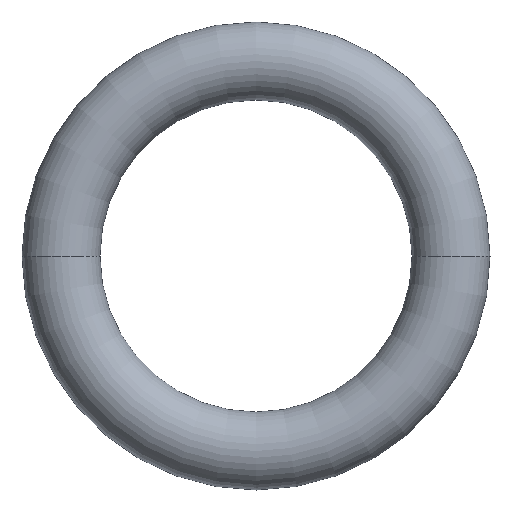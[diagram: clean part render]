
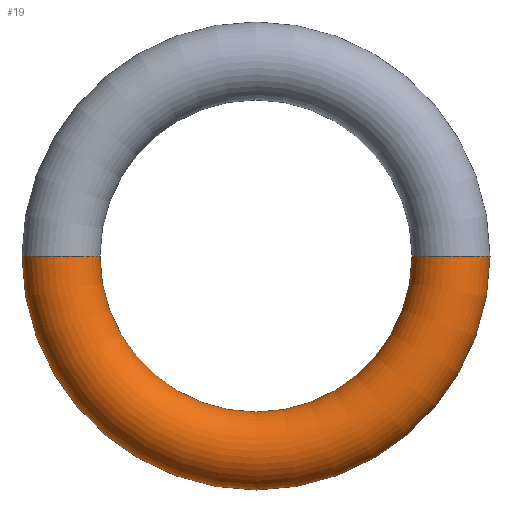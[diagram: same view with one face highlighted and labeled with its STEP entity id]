
A CAD part, left-side view. The second image highlights one B-rep face of the part: STEP entity #19.
In plain terms, the highlighted toroidal (fillet/blend) face has major radius 2.5 mm and minor radius 0.5 mm.
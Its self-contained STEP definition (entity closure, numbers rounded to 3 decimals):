
#19=ADVANCED_FACE('',(#23),#47,.T.);
#23=FACE_OUTER_BOUND('',#27,.F.);
#27=EDGE_LOOP('',(#31,#32,#33,#34));
#31=ORIENTED_EDGE('',*,*,#59,.F.);
#32=ORIENTED_EDGE('',*,*,#61,.F.);
#33=ORIENTED_EDGE('',*,*,#60,.T.);
#34=ORIENTED_EDGE('',*,*,#62,.F.);
#47=TOROIDAL_SURFACE('',#116,2.5,0.5);
#59=EDGE_CURVE('',#78,#77,#67,.T.);
#60=EDGE_CURVE('',#76,#75,#68,.T.);
#61=EDGE_CURVE('',#76,#78,#69,.T.);
#62=EDGE_CURVE('',#77,#75,#70,.T.);
#67=CIRCLE('',#108,2.);
#68=CIRCLE('',#109,3.);
#69=CIRCLE('',#110,0.5);
#70=CIRCLE('',#111,0.5);
#75=VERTEX_POINT('',#156);
#76=VERTEX_POINT('',#157);
#77=VERTEX_POINT('',#158);
#78=VERTEX_POINT('',#159);
#108=AXIS2_PLACEMENT_3D('',#160,#126,#127);
#109=AXIS2_PLACEMENT_3D('',#161,#128,#129);
#110=AXIS2_PLACEMENT_3D('',#162,#130,#131);
#111=AXIS2_PLACEMENT_3D('',#163,#132,#133);
#116=AXIS2_PLACEMENT_3D('',#168,#142,#143);
#126=DIRECTION('',(1.,0.,0.));
#127=DIRECTION('',(0.,-1.,0.));
#128=DIRECTION('',(1.,0.,0.));
#129=DIRECTION('',(0.,-1.,0.));
#130=DIRECTION('',(0.,0.,-1.));
#131=DIRECTION('',(0.,-1.,0.));
#132=DIRECTION('',(0.,0.,-1.));
#133=DIRECTION('',(0.,-1.,0.));
#142=DIRECTION('',(1.,0.,0.));
#143=DIRECTION('',(0.,1.,0.));
#156=CARTESIAN_POINT('',(0.5,3.,0.));
#157=CARTESIAN_POINT('',(0.5,-3.,0.));
#158=CARTESIAN_POINT('',(0.5,2.,0.));
#159=CARTESIAN_POINT('',(0.5,-2.,0.));
#160=CARTESIAN_POINT('',(0.5,0.,0.));
#161=CARTESIAN_POINT('',(0.5,0.,0.));
#162=CARTESIAN_POINT('',(0.5,-2.5,0.));
#163=CARTESIAN_POINT('',(0.5,2.5,0.));
#168=CARTESIAN_POINT('',(0.5,0.,0.));
